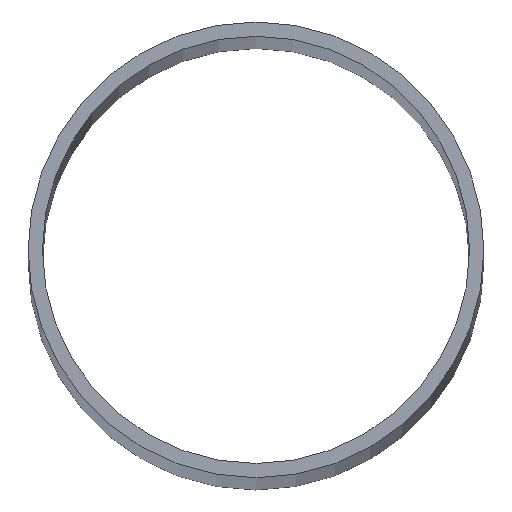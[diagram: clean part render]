
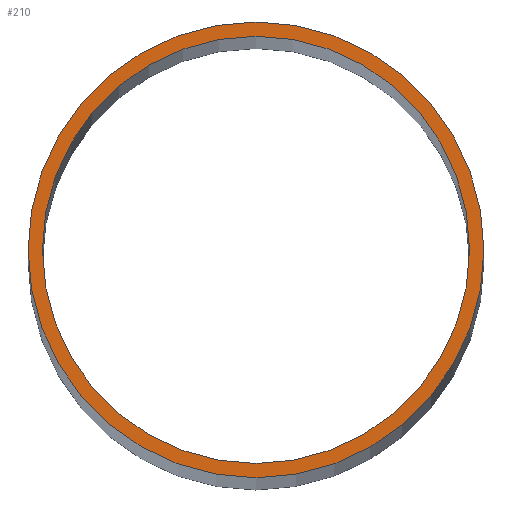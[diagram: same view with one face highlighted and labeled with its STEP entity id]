
A CAD part, top view. The second image highlights one B-rep face of the part: STEP entity #210.
In plain terms, the highlighted planar face has unit normal (0, 0, 1).
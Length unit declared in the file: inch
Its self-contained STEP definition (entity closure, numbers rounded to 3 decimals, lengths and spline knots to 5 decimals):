
#2 = CARTESIAN_POINT ( 'NONE',  ( 7., 0., 216. ) ) ;
#5 = DIRECTION ( 'NONE',  ( 0., 0., 1. ) ) ;
#10 = CIRCLE ( 'NONE', #247, 6.562 ) ;
#11 = CIRCLE ( 'NONE', #225, 6.562 ) ;
#12 = CARTESIAN_POINT ( 'NONE',  ( 6.562, 0., 216. ) ) ;
#17 = CARTESIAN_POINT ( 'NONE',  ( 0., 0., 216. ) ) ;
#19 = CIRCLE ( 'NONE', #87, 7. ) ;
#23 = CIRCLE ( 'NONE', #51, 7. ) ;
#24 = CARTESIAN_POINT ( 'NONE',  ( -7., 0., 216. ) ) ;
#29 = VERTEX_POINT ( 'NONE', #12 ) ;
#33 = DIRECTION ( 'NONE',  ( 1., 0., 0. ) ) ;
#51 = AXIS2_PLACEMENT_3D ( 'NONE', #215, #182, #77 ) ;
#62 = DIRECTION ( 'NONE',  ( 0., 0., 1. ) ) ;
#68 = FACE_BOUND ( 'NONE', #121, .T. ) ;
#69 = EDGE_CURVE ( 'NONE', #244, #180, #23, .T. ) ;
#75 = ORIENTED_EDGE ( 'NONE', *, *, #133, .T. ) ;
#77 = DIRECTION ( 'NONE',  ( 1., 0., 0. ) ) ;
#87 = AXIS2_PLACEMENT_3D ( 'NONE', #17, #136, #33 ) ;
#120 = EDGE_CURVE ( 'NONE', #234, #29, #11, .T. ) ;
#121 = EDGE_LOOP ( 'NONE', ( #228, #189 ) ) ;
#124 = DIRECTION ( 'NONE',  ( 1., 0., 0. ) ) ;
#131 = AXIS2_PLACEMENT_3D ( 'NONE', #145, #5, #207 ) ;
#133 = EDGE_CURVE ( 'NONE', #180, #244, #19, .T. ) ;
#136 = DIRECTION ( 'NONE',  ( 0., 0., 1. ) ) ;
#139 = EDGE_LOOP ( 'NONE', ( #154, #75 ) ) ;
#145 = CARTESIAN_POINT ( 'NONE',  ( 0., 0., 216. ) ) ;
#146 = PLANE ( 'NONE',  #131 ) ;
#147 = EDGE_CURVE ( 'NONE', #29, #234, #10, .T. ) ;
#154 = ORIENTED_EDGE ( 'NONE', *, *, #69, .T. ) ;
#165 = DIRECTION ( 'NONE',  ( 1., 0., 0. ) ) ;
#180 = VERTEX_POINT ( 'NONE', #2 ) ;
#182 = DIRECTION ( 'NONE',  ( 0., 0., 1. ) ) ;
#185 = CARTESIAN_POINT ( 'NONE',  ( -6.562, 0., 216. ) ) ;
#189 = ORIENTED_EDGE ( 'NONE', *, *, #147, .F. ) ;
#207 = DIRECTION ( 'NONE',  ( 1., 0., 0. ) ) ;
#210 = ADVANCED_FACE ( 'NONE', ( #239, #68 ), #146, .T. ) ;
#215 = CARTESIAN_POINT ( 'NONE',  ( 0., 0., 216. ) ) ;
#225 = AXIS2_PLACEMENT_3D ( 'NONE', #238, #62, #124 ) ;
#228 = ORIENTED_EDGE ( 'NONE', *, *, #120, .F. ) ;
#234 = VERTEX_POINT ( 'NONE', #185 ) ;
#238 = CARTESIAN_POINT ( 'NONE',  ( 0., 0., 216. ) ) ;
#239 = FACE_OUTER_BOUND ( 'NONE', #139, .T. ) ;
#241 = DIRECTION ( 'NONE',  ( 0., 0., 1. ) ) ;
#242 = CARTESIAN_POINT ( 'NONE',  ( 0., 0., 216. ) ) ;
#244 = VERTEX_POINT ( 'NONE', #24 ) ;
#247 = AXIS2_PLACEMENT_3D ( 'NONE', #242, #241, #165 ) ;
